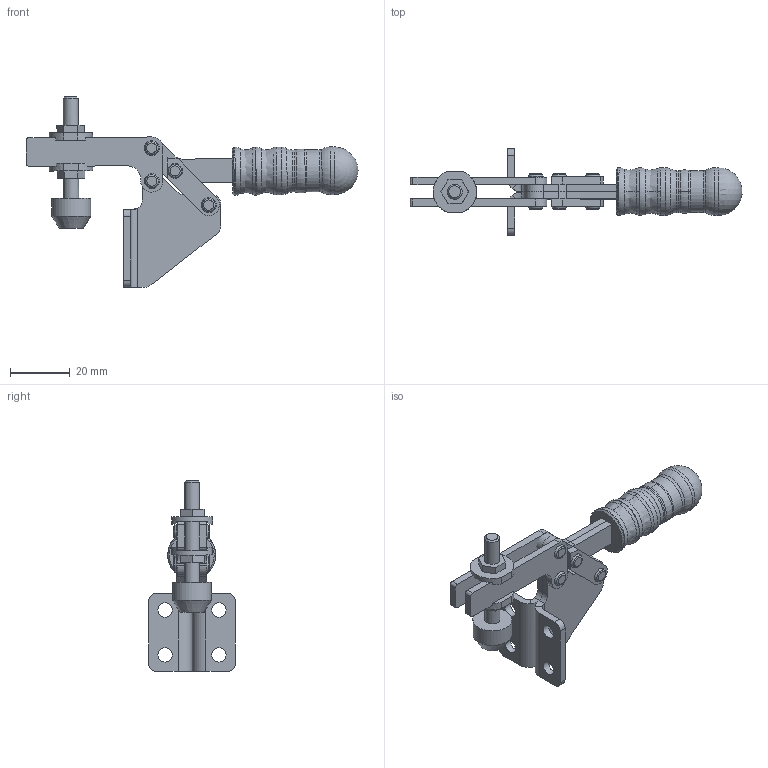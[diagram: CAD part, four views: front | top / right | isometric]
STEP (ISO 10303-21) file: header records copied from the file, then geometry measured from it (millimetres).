
FILE_DESCRIPTION(/* description */ ('Alibre Inc.'),/* implementation_level */ '2;1');
FILE_NAME(/* name */ 'export0',/* time_stamp */ '2012-02-17T12:21:02+01:00',/* author */ (''),/* organization */ (''),/* preprocessor_version */ 'ST-DEVELOPER v12',/* originating_system */ 'Alibre',/* authorisation */ '');
FILE_SCHEMA (('ALIBRE_SCHEMA','CONFIG_CONTROL_DESIGN'));
Length unit declared in the file: millimetre
Products named in the file (1): ID_1
Bounding box: 110.97 x 28.97 x 63.72 mm (x, y, z)
Volume: 19480.6 mm3; surface area: 17607.3 mm2
Topology: 18 solids, 18 shells, 243 faces, 579 edges, 357 vertices
Faces by surface type: plane 119, cylinder 82, torus 20, cone 11, bspline 10, sphere 1
Full cylindrical faces by diameter (mm): 3.125 x4, 3.2 x14, 3.226 x4, 4.8 x4, 5 x3, 5.2 x2, 13 x1, 14 x2, 16 x4
Entity records: 15639 total; most frequent: CARTESIAN_POINT 4392, DIRECTION 2031, ORIENTED_EDGE 1964, EDGE_CURVE 982, AXIS2_PLACEMENT_3D 895, EDGE_LOOP 736, FACE_BOUND 736, VERTEX_POINT 668
